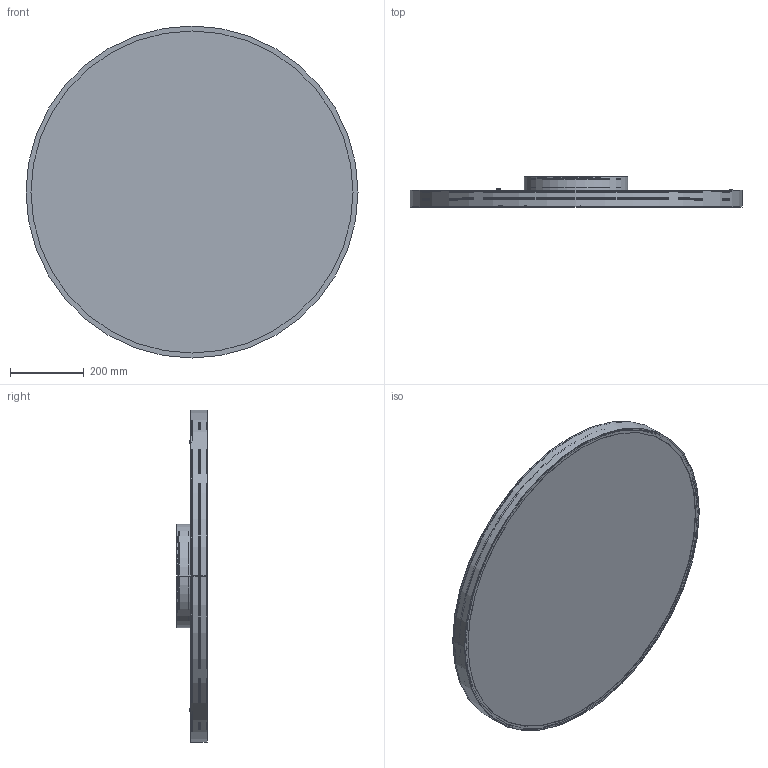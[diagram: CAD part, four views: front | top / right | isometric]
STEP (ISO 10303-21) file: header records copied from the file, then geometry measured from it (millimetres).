
FILE_DESCRIPTION((''),'2;1');
FILE_NAME('ROMI-F4-900-XD','2020-06-12T',('Administrator'),(''),'PRO/ENGINEER BY PARAMETRIC TECHNOLOGY CORPORATION, 2010280','PRO/ENGINEER BY PARAMETRIC TECHNOLOGY CORPORATION, 2010280','');
FILE_SCHEMA(('CONFIG_CONTROL_DESIGN'));
Products named in the file (1): ROMI-F4-900-XD
Bounding box: 900 x 82 x 900 mm (x, y, z)
Volume: 2701223.6 mm3; surface area: 3315501 mm2
Topology: 7 solids, 13 shells, 2080 faces, 5765 edges, 3713 vertices
Faces by surface type: cylinder 913, plane 553, bspline 364, torus 158, cone 84, sphere 8
Entity records: 88106 total; most frequent: CARTESIAN_POINT 35079, ORIENTED_EDGE 11498, DIRECTION 10781, EDGE_CURVE 5753, AXIS2_PLACEMENT_3D 4358, VERTEX_POINT 3711, CIRCLE 2641, EDGE_LOOP 2600
